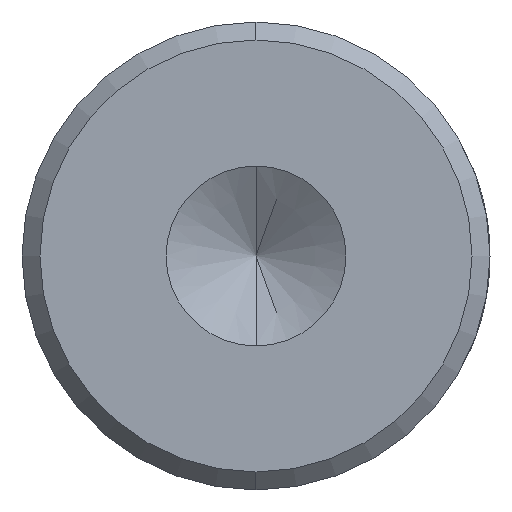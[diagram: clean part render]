
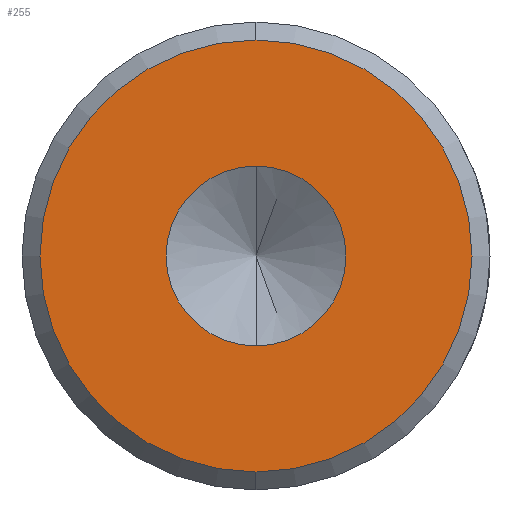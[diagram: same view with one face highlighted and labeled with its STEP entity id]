
A CAD part, left-side view. The second image highlights one B-rep face of the part: STEP entity #255.
In plain terms, the highlighted planar face has unit normal (-1, 0, 0).
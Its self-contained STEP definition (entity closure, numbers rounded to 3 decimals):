
#42 = ORIENTED_EDGE ( 'NONE', *, *, #1024, .F. ) ;
#92 = DIRECTION ( 'NONE',  ( -1., 0., 0. ) ) ;
#122 = CARTESIAN_POINT ( 'NONE',  ( 0., 0., 0. ) ) ;
#159 = CIRCLE ( 'NONE', #1049, 6.001 ) ;
#195 = FACE_BOUND ( 'NONE', #763, .T. ) ;
#231 = CARTESIAN_POINT ( 'NONE',  ( 0., 0., -2.5 ) ) ;
#238 = DIRECTION ( 'NONE',  ( 0., 0., 1. ) ) ;
#240 = FACE_OUTER_BOUND ( 'NONE', #1062, .T. ) ;
#255 = ADVANCED_FACE ( 'NONE', ( #240, #195 ), #1110, .T. ) ;
#273 = EDGE_CURVE ( 'NONE', #511, #489, #159, .T. ) ;
#276 = EDGE_CURVE ( 'NONE', #410, #1210, #708, .T. ) ;
#317 = ORIENTED_EDGE ( 'NONE', *, *, #273, .T. ) ;
#404 = CARTESIAN_POINT ( 'NONE',  ( 0., 0., 2.5 ) ) ;
#410 = VERTEX_POINT ( 'NONE', #404 ) ;
#423 = CARTESIAN_POINT ( 'NONE',  ( 0., 0., 0. ) ) ;
#433 = DIRECTION ( 'NONE',  ( -1., 0., 0. ) ) ;
#468 = EDGE_CURVE ( 'NONE', #489, #511, #1197, .T. ) ;
#489 = VERTEX_POINT ( 'NONE', #718 ) ;
#508 = CARTESIAN_POINT ( 'NONE',  ( 0., 0., 0. ) ) ;
#511 = VERTEX_POINT ( 'NONE', #903 ) ;
#538 = DIRECTION ( 'NONE',  ( -1., 0., 0. ) ) ;
#539 = AXIS2_PLACEMENT_3D ( 'NONE', #723, #92, #816 ) ;
#612 = DIRECTION ( 'NONE',  ( 0., 0., 1. ) ) ;
#708 = CIRCLE ( 'NONE', #1179, 2.5 ) ;
#718 = CARTESIAN_POINT ( 'NONE',  ( 0., 0., 6.001 ) ) ;
#723 = CARTESIAN_POINT ( 'NONE',  ( 0., 0., 0. ) ) ;
#763 = EDGE_LOOP ( 'NONE', ( #1064, #42 ) ) ;
#785 = CIRCLE ( 'NONE', #539, 2.5 ) ;
#816 = DIRECTION ( 'NONE',  ( 0., 0., 1. ) ) ;
#838 = DIRECTION ( 'NONE',  ( -1., 0., 0. ) ) ;
#857 = ORIENTED_EDGE ( 'NONE', *, *, #468, .T. ) ;
#903 = CARTESIAN_POINT ( 'NONE',  ( 0., 0., -6.001 ) ) ;
#982 = AXIS2_PLACEMENT_3D ( 'NONE', #423, #538, #1204 ) ;
#1024 = EDGE_CURVE ( 'NONE', #1210, #410, #785, .T. ) ;
#1026 = CARTESIAN_POINT ( 'NONE',  ( 0., 0., 0. ) ) ;
#1049 = AXIS2_PLACEMENT_3D ( 'NONE', #122, #838, #238 ) ;
#1062 = EDGE_LOOP ( 'NONE', ( #317, #857 ) ) ;
#1064 = ORIENTED_EDGE ( 'NONE', *, *, #276, .F. ) ;
#1095 = AXIS2_PLACEMENT_3D ( 'NONE', #508, #1180, #612 ) ;
#1110 = PLANE ( 'NONE',  #982 ) ;
#1121 = DIRECTION ( 'NONE',  ( 0., 0., 1. ) ) ;
#1179 = AXIS2_PLACEMENT_3D ( 'NONE', #1026, #433, #1121 ) ;
#1180 = DIRECTION ( 'NONE',  ( -1., 0., 0. ) ) ;
#1197 = CIRCLE ( 'NONE', #1095, 6.001 ) ;
#1204 = DIRECTION ( 'NONE',  ( 0., 0., 1. ) ) ;
#1210 = VERTEX_POINT ( 'NONE', #231 ) ;
